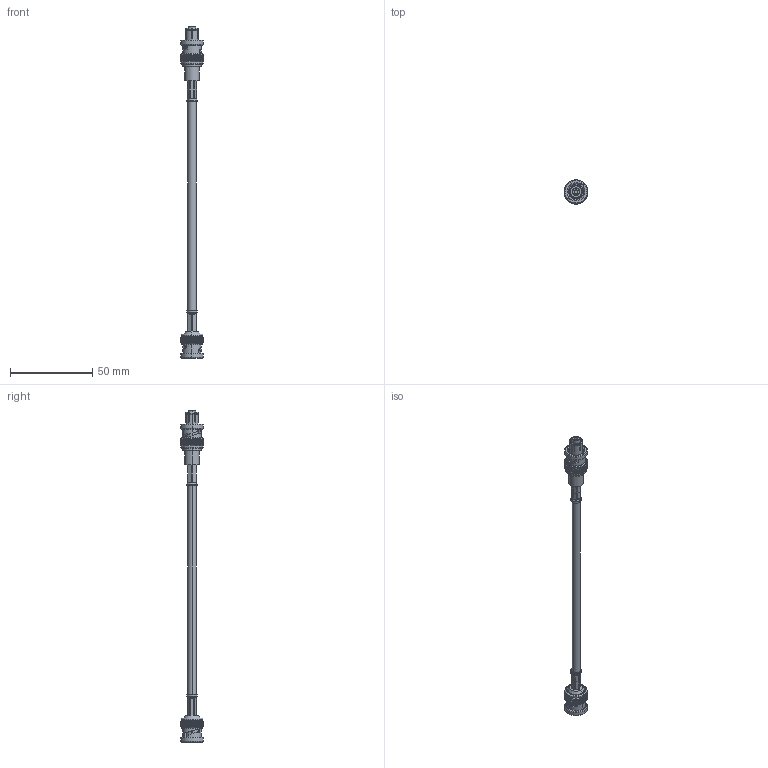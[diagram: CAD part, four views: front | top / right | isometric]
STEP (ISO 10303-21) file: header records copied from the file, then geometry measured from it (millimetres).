
FILE_DESCRIPTION (( 'STEP AP214' ), '1' );
FILE_NAME ('PE3277.step', '2021-11-18T19:32:31', ( '' ), ( '' ), 'SwSTEP 2.0', 'SolidWorks 2021', '' );
FILE_SCHEMA (( 'AUTOMOTIVE_DESIGN' ));
Length unit declared in the file: inch
Products named in the file (4): PE3277; RG58CU^PE3277_RG58; PE4194^PE3277_Crimped; PE4016^PE3277_CRIMPED
Assembly tree (3 placements, depth 2):
  PE3277
    RG58CU^PE3277_RG58
    PE4194^PE3277_Crimped
    PE4016^PE3277_CRIMPED
Bounding box: 14.47 x 14.47 x 202.17 mm (x, y, z)
Volume: 6651.3 mm3; surface area: 7902.1 mm2
Topology: 6 solids, 6 shells, 900 faces, 2299 edges, 1431 vertices
Faces by surface type: plane 376, cylinder 304, cone 170, bspline 48, sphere 2
Entity records: 34755 total; most frequent: CARTESIAN_POINT 13726, ORIENTED_EDGE 4598, DIRECTION 3887, EDGE_CURVE 2299, AXIS2_PLACEMENT_3D 1552, VERTEX_POINT 1431, EDGE_LOOP 934, FACE_OUTER_BOUND 900
